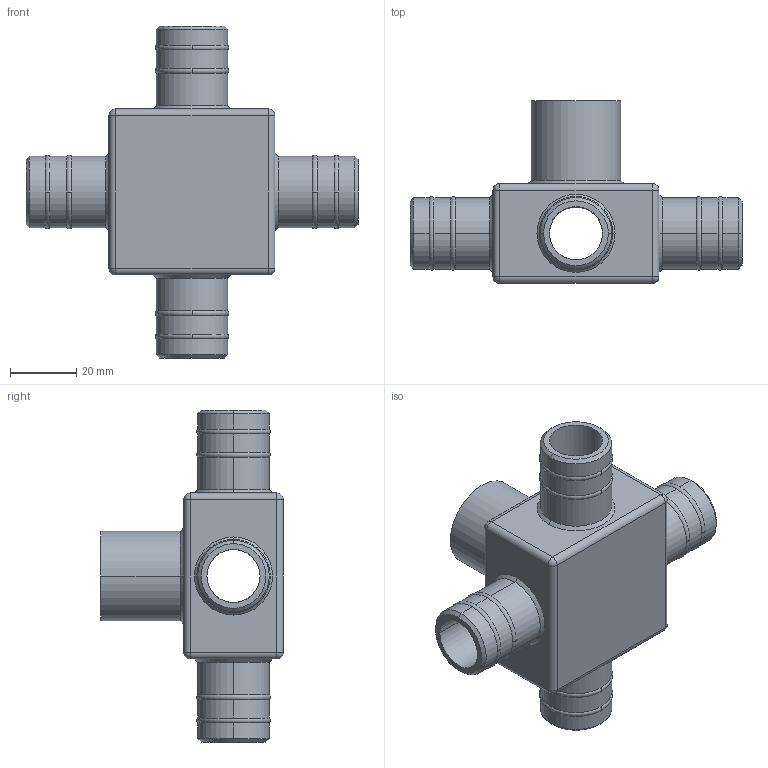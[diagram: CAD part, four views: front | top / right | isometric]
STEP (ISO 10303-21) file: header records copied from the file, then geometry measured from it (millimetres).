
FILE_DESCRIPTION((''),'2;1');
FILE_NAME('SPLITTER_WIZARDRY','2020-03-24T10:55:46',('W05-PC'),(''),'CREO PARAMETRIC BY PTC INC, 2016510','CREO PARAMETRIC BY PTC INC, 2016510','');
FILE_SCHEMA(('CONFIG_CONTROL_DESIGN'));
Length unit declared in the file: millimetre
Products named in the file (1): SPLITTER_WIZARDRY
Bounding box: 100 x 55 x 100 mm (x, y, z)
Volume: 64652.5 mm3; surface area: 29380.2 mm2
Topology: 1 solids, 1 shells, 105 faces, 249 edges, 149 vertices
Faces by surface type: cylinder 48, cone 20, torus 16, plane 11, sphere 8, revolution 2
Entity records: 3351 total; most frequent: CARTESIAN_POINT 777, DIRECTION 600, ORIENTED_EDGE 496, AXIS2_PLACEMENT_3D 259, EDGE_CURVE 248, CIRCLE 156, VERTEX_POINT 149, EDGE_LOOP 117
